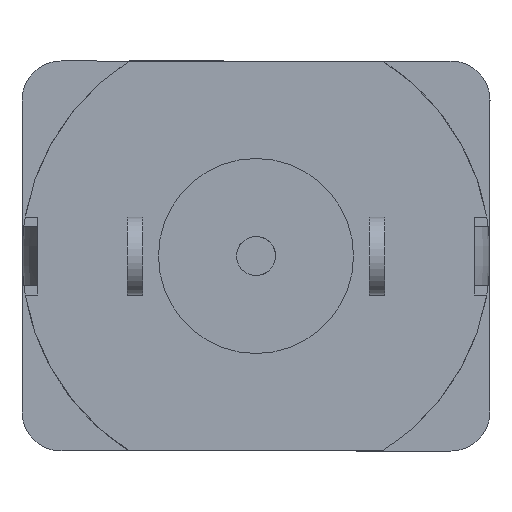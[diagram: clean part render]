
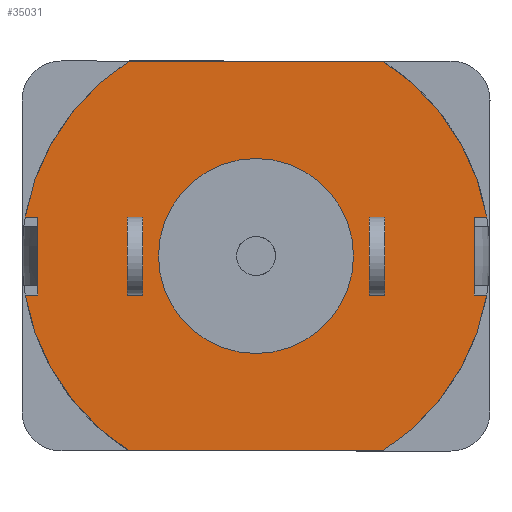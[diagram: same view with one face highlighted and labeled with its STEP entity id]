
A CAD part, front view. The second image highlights one B-rep face of the part: STEP entity #35031.
In plain terms, the highlighted planar face has unit normal (0, -1, 0).
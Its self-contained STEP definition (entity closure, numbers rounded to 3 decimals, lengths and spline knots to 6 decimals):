
#5036=CIRCLE('',#40238,0.006118);
#5039=CIRCLE('',#40248,0.006118);
#5040=CIRCLE('',#40253,0.006118);
#5041=CIRCLE('',#40255,0.006118);
#5042=CIRCLE('',#40257,0.002583);
#15787=ORIENTED_EDGE('',*,*,#21262,.T.);
#15788=ORIENTED_EDGE('',*,*,#21263,.T.);
#15789=ORIENTED_EDGE('',*,*,#21264,.T.);
#15790=ORIENTED_EDGE('',*,*,#21265,.T.);
#15791=ORIENTED_EDGE('',*,*,#21266,.T.);
#15792=ORIENTED_EDGE('',*,*,#21267,.T.);
#15793=ORIENTED_EDGE('',*,*,#21268,.T.);
#15794=ORIENTED_EDGE('',*,*,#21269,.T.);
#15795=ORIENTED_EDGE('',*,*,#21270,.T.);
#15796=ORIENTED_EDGE('',*,*,#21271,.T.);
#15797=ORIENTED_EDGE('',*,*,#21272,.T.);
#15798=ORIENTED_EDGE('',*,*,#21273,.T.);
#15799=ORIENTED_EDGE('',*,*,#21261,.F.);
#15800=ORIENTED_EDGE('',*,*,#21230,.F.);
#15801=ORIENTED_EDGE('',*,*,#21252,.F.);
#15802=ORIENTED_EDGE('',*,*,#21256,.T.);
#15803=ORIENTED_EDGE('',*,*,#21254,.T.);
#15804=ORIENTED_EDGE('',*,*,#21257,.T.);
#15805=ORIENTED_EDGE('',*,*,#21241,.F.);
#15806=ORIENTED_EDGE('',*,*,#21233,.F.);
#15807=ORIENTED_EDGE('',*,*,#21259,.F.);
#21230=EDGE_CURVE('',#24879,#24880,#26902,.T.);
#21233=EDGE_CURVE('',#24881,#24882,#26905,.T.);
#21241=EDGE_CURVE('',#24882,#24886,#5036,.T.);
#21252=EDGE_CURVE('',#24892,#24879,#5039,.T.);
#21254=EDGE_CURVE('',#24894,#24893,#26922,.T.);
#21256=EDGE_CURVE('',#24892,#24894,#26924,.T.);
#21257=EDGE_CURVE('',#24893,#24886,#26925,.T.);
#21259=EDGE_CURVE('',#24895,#24881,#5040,.T.);
#21261=EDGE_CURVE('',#24880,#24896,#5041,.T.);
#21262=EDGE_CURVE('',#24897,#24897,#5042,.T.);
#21263=EDGE_CURVE('',#24898,#24899,#26928,.T.);
#21264=EDGE_CURVE('',#24899,#24900,#26929,.T.);
#21265=EDGE_CURVE('',#24900,#24901,#26930,.T.);
#21266=EDGE_CURVE('',#24901,#24898,#26931,.T.);
#21267=EDGE_CURVE('',#24902,#24903,#26932,.T.);
#21268=EDGE_CURVE('',#24903,#24904,#26933,.T.);
#21269=EDGE_CURVE('',#24904,#24905,#26934,.T.);
#21270=EDGE_CURVE('',#24905,#24902,#26935,.T.);
#21271=EDGE_CURVE('',#24895,#24906,#26936,.T.);
#21272=EDGE_CURVE('',#24906,#24907,#26937,.T.);
#21273=EDGE_CURVE('',#24907,#24896,#26938,.T.);
#24879=VERTEX_POINT('',#63702);
#24880=VERTEX_POINT('',#63703);
#24881=VERTEX_POINT('',#63708);
#24882=VERTEX_POINT('',#63709);
#24886=VERTEX_POINT('',#63721);
#24892=VERTEX_POINT('',#63745);
#24893=VERTEX_POINT('',#63749);
#24894=VERTEX_POINT('',#63751);
#24895=VERTEX_POINT('',#63759);
#24896=VERTEX_POINT('',#63763);
#24897=VERTEX_POINT('',#63767);
#24898=VERTEX_POINT('',#63769);
#24899=VERTEX_POINT('',#63770);
#24900=VERTEX_POINT('',#63772);
#24901=VERTEX_POINT('',#63774);
#24902=VERTEX_POINT('',#63777);
#24903=VERTEX_POINT('',#63778);
#24904=VERTEX_POINT('',#63780);
#24905=VERTEX_POINT('',#63782);
#24906=VERTEX_POINT('',#63785);
#24907=VERTEX_POINT('',#63787);
#26902=LINE('',#63701,#28934);
#26905=LINE('',#63707,#28937);
#26922=LINE('',#63750,#28954);
#26924=LINE('',#63754,#28956);
#26925=LINE('',#63756,#28957);
#26928=LINE('',#63768,#28960);
#26929=LINE('',#63771,#28961);
#26930=LINE('',#63773,#28962);
#26931=LINE('',#63775,#28963);
#26932=LINE('',#63776,#28964);
#26933=LINE('',#63779,#28965);
#26934=LINE('',#63781,#28966);
#26935=LINE('',#63783,#28967);
#26936=LINE('',#63784,#28968);
#26937=LINE('',#63786,#28969);
#26938=LINE('',#63788,#28970);
#28934=VECTOR('',#52599,1.);
#28937=VECTOR('',#52604,1.);
#28954=VECTOR('',#52647,1.);
#28956=VECTOR('',#52651,1.);
#28957=VECTOR('',#52654,1.);
#28960=VECTOR('',#52669,1.);
#28961=VECTOR('',#52670,1.);
#28962=VECTOR('',#52671,1.);
#28963=VECTOR('',#52672,1.);
#28964=VECTOR('',#52673,1.);
#28965=VECTOR('',#52674,1.);
#28966=VECTOR('',#52675,1.);
#28967=VECTOR('',#52676,1.);
#28968=VECTOR('',#52677,1.);
#28969=VECTOR('',#52678,1.);
#28970=VECTOR('',#52679,1.);
#30950=EDGE_LOOP('',(#15787));
#30951=EDGE_LOOP('',(#15788,#15789,#15790,#15791));
#30952=EDGE_LOOP('',(#15792,#15793,#15794,#15795));
#30953=EDGE_LOOP('',(#15796,#15797,#15798,#15799,#15800,#15801,#15802,#15803,
#15804,#15805,#15806,#15807));
#32947=FACE_BOUND('',#30950,.T.);
#32948=FACE_BOUND('',#30951,.T.);
#32949=FACE_BOUND('',#30952,.T.);
#32950=FACE_BOUND('',#30953,.T.);
#33173=PLANE('',#40256);
#35031=ADVANCED_FACE('',(#32947,#32948,#32949,#32950),#33173,.F.);
#40238=AXIS2_PLACEMENT_3D('',#63722,#52614,#52615);
#40248=AXIS2_PLACEMENT_3D('',#63746,#52642,#52643);
#40253=AXIS2_PLACEMENT_3D('',#63760,#52658,#52659);
#40255=AXIS2_PLACEMENT_3D('',#63764,#52663,#52664);
#40256=AXIS2_PLACEMENT_3D('',#63765,#52665,#52666);
#40257=AXIS2_PLACEMENT_3D('',#63766,#52667,#52668);
#52599=DIRECTION('',(1.,0.,0.));
#52604=DIRECTION('',(-1.,0.,0.));
#52614=DIRECTION('',(0.,1.,0.));
#52615=DIRECTION('',(-0.536,0.,-0.845));
#52642=DIRECTION('',(0.,1.,0.));
#52643=DIRECTION('',(-0.536,0.,-0.845));
#52647=DIRECTION('',(0.,0.,-1.));
#52651=DIRECTION('',(1.,0.,0.));
#52654=DIRECTION('',(-1.,0.,0.));
#52658=DIRECTION('',(0.,1.,0.));
#52659=DIRECTION('',(0.536,0.,0.845));
#52663=DIRECTION('',(0.,1.,0.));
#52664=DIRECTION('',(0.536,0.,0.845));
#52665=DIRECTION('',(0.,1.,0.));
#52666=DIRECTION('',(1.,0.,0.));
#52667=DIRECTION('',(0.,1.,0.));
#52668=DIRECTION('',(1.,0.,0.));
#52669=DIRECTION('',(1.,0.,0.));
#52670=DIRECTION('',(0.,0.,-1.));
#52671=DIRECTION('',(-1.,0.,0.));
#52672=DIRECTION('',(0.,0.,1.));
#52673=DIRECTION('',(1.,0.,0.));
#52674=DIRECTION('',(0.,0.,-1.));
#52675=DIRECTION('',(-1.,0.,0.));
#52676=DIRECTION('',(0.,0.,1.));
#52677=DIRECTION('',(-1.,0.,0.));
#52678=DIRECTION('',(0.,0.,1.));
#52679=DIRECTION('',(1.,0.,0.));
#63701=CARTESIAN_POINT('',(-0.003358,0.,0.005167));
#63702=CARTESIAN_POINT('',(-0.003358,0.,0.005167));
#63703=CARTESIAN_POINT('',(0.003358,0.,0.005167));
#63707=CARTESIAN_POINT('',(0.003358,0.,-0.005167));
#63708=CARTESIAN_POINT('',(0.003358,0.,-0.005167));
#63709=CARTESIAN_POINT('',(-0.003358,0.,-0.005167));
#63721=CARTESIAN_POINT('',(-0.006112,0.,-0.001033));
#63722=CARTESIAN_POINT('',(-0.000082,0.,0.));
#63745=CARTESIAN_POINT('',(-0.006112,0.,0.001033));
#63746=CARTESIAN_POINT('',(-0.000082,0.,0.));
#63749=CARTESIAN_POINT('',(-0.005787,0.,-0.001033));
#63750=CARTESIAN_POINT('',(-0.005787,0.,0.));
#63751=CARTESIAN_POINT('',(-0.005787,0.,0.001033));
#63754=CARTESIAN_POINT('',(0.,0.,0.001033));
#63756=CARTESIAN_POINT('',(0.,0.,-0.001033));
#63759=CARTESIAN_POINT('',(0.006112,0.,-0.001033));
#63760=CARTESIAN_POINT('',(0.000082,0.,0.));
#63763=CARTESIAN_POINT('',(0.006112,0.,0.001033));
#63764=CARTESIAN_POINT('',(0.000082,0.,0.));
#63765=CARTESIAN_POINT('',(0.,0.,0.));
#63766=CARTESIAN_POINT('',(0.,0.,0.));
#63767=CARTESIAN_POINT('',(0.002583,0.,0.));
#63768=CARTESIAN_POINT('',(0.,0.,0.001033));
#63769=CARTESIAN_POINT('',(0.002997,0.,0.001033));
#63770=CARTESIAN_POINT('',(0.00341,0.,0.001033));
#63771=CARTESIAN_POINT('',(0.00341,0.,-0.000517));
#63772=CARTESIAN_POINT('',(0.00341,0.,-0.001033));
#63773=CARTESIAN_POINT('',(0.,0.,-0.001033));
#63774=CARTESIAN_POINT('',(0.002997,0.,-0.001033));
#63775=CARTESIAN_POINT('',(0.002997,0.,0.000517));
#63776=CARTESIAN_POINT('',(0.,0.,0.001033));
#63777=CARTESIAN_POINT('',(-0.00341,0.,0.001033));
#63778=CARTESIAN_POINT('',(-0.002997,0.,0.001033));
#63779=CARTESIAN_POINT('',(-0.002997,0.,-0.000517));
#63780=CARTESIAN_POINT('',(-0.002997,0.,-0.001033));
#63781=CARTESIAN_POINT('',(0.,0.,-0.001033));
#63782=CARTESIAN_POINT('',(-0.00341,0.,-0.001033));
#63783=CARTESIAN_POINT('',(-0.00341,0.,0.000517));
#63784=CARTESIAN_POINT('',(0.0031,0.,-0.001033));
#63785=CARTESIAN_POINT('',(0.005787,0.,-0.001033));
#63786=CARTESIAN_POINT('',(0.005787,0.,0.));
#63787=CARTESIAN_POINT('',(0.005787,0.,0.001033));
#63788=CARTESIAN_POINT('',(0.0031,0.,0.001033));
